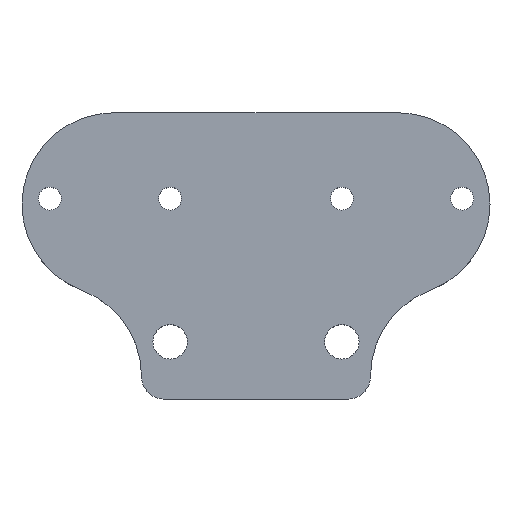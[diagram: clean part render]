
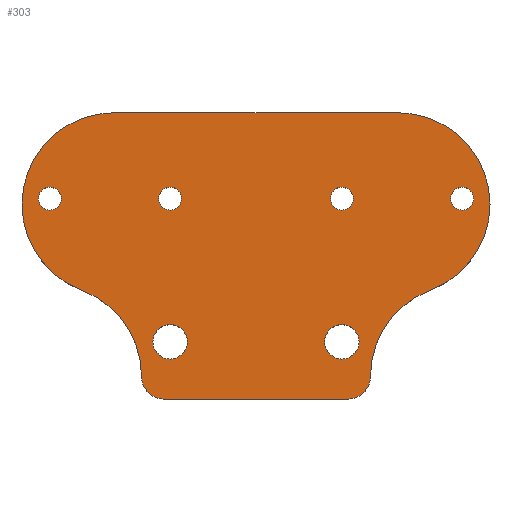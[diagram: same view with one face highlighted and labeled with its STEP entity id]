
A CAD part, top view. The second image highlights one B-rep face of the part: STEP entity #303.
In plain terms, the highlighted planar face has unit normal (0, 0, 1).
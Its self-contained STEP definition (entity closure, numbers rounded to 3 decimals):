
#15=FACE_BOUND('',#50,.T.);
#16=FACE_BOUND('',#51,.T.);
#17=FACE_BOUND('',#52,.T.);
#18=FACE_BOUND('',#53,.T.);
#19=FACE_BOUND('',#54,.T.);
#20=FACE_BOUND('',#55,.T.);
#28=PLANE('',#335);
#33=FACE_OUTER_BOUND('',#49,.T.);
#49=EDGE_LOOP('',(#213,#214,#215,#216,#217,#218,#219,#220));
#50=EDGE_LOOP('',(#221));
#51=EDGE_LOOP('',(#222));
#52=EDGE_LOOP('',(#223));
#53=EDGE_LOOP('',(#224));
#54=EDGE_LOOP('',(#225));
#55=EDGE_LOOP('',(#226));
#77=LINE('',#483,#95);
#80=LINE('',#493,#98);
#95=VECTOR('',#383,10.);
#98=VECTOR('',#392,10.);
#112=CIRCLE('',#333,2.);
#113=CIRCLE('',#336,8.);
#114=CIRCLE('',#337,8.);
#115=CIRCLE('',#338,8.);
#116=CIRCLE('',#339,8.);
#117=CIRCLE('',#340,2.);
#118=CIRCLE('',#341,1.5);
#119=CIRCLE('',#342,1.);
#120=CIRCLE('',#343,1.);
#121=CIRCLE('',#344,1.);
#122=CIRCLE('',#345,1.);
#123=CIRCLE('',#346,1.5);
#137=VERTEX_POINT('',#476);
#138=VERTEX_POINT('',#478);
#139=VERTEX_POINT('',#482);
#141=VERTEX_POINT('',#488);
#142=VERTEX_POINT('',#490);
#143=VERTEX_POINT('',#492);
#144=VERTEX_POINT('',#494);
#145=VERTEX_POINT('',#496);
#146=VERTEX_POINT('',#499);
#147=VERTEX_POINT('',#501);
#148=VERTEX_POINT('',#503);
#149=VERTEX_POINT('',#505);
#150=VERTEX_POINT('',#507);
#151=VERTEX_POINT('',#509);
#165=EDGE_CURVE('',#137,#138,#112,.T.);
#167=EDGE_CURVE('',#139,#138,#77,.T.);
#170=EDGE_CURVE('',#141,#137,#113,.T.);
#171=EDGE_CURVE('',#142,#141,#114,.T.);
#172=EDGE_CURVE('',#143,#142,#80,.T.);
#173=EDGE_CURVE('',#144,#143,#115,.T.);
#174=EDGE_CURVE('',#145,#144,#116,.T.);
#175=EDGE_CURVE('',#139,#145,#117,.T.);
#176=EDGE_CURVE('',#146,#146,#118,.T.);
#177=EDGE_CURVE('',#147,#147,#119,.T.);
#178=EDGE_CURVE('',#148,#148,#120,.T.);
#179=EDGE_CURVE('',#149,#149,#121,.T.);
#180=EDGE_CURVE('',#150,#150,#122,.T.);
#181=EDGE_CURVE('',#151,#151,#123,.T.);
#213=ORIENTED_EDGE('',*,*,#165,.F.);
#214=ORIENTED_EDGE('',*,*,#170,.F.);
#215=ORIENTED_EDGE('',*,*,#171,.F.);
#216=ORIENTED_EDGE('',*,*,#172,.F.);
#217=ORIENTED_EDGE('',*,*,#173,.F.);
#218=ORIENTED_EDGE('',*,*,#174,.F.);
#219=ORIENTED_EDGE('',*,*,#175,.F.);
#220=ORIENTED_EDGE('',*,*,#167,.T.);
#221=ORIENTED_EDGE('',*,*,#176,.T.);
#222=ORIENTED_EDGE('',*,*,#177,.T.);
#223=ORIENTED_EDGE('',*,*,#178,.T.);
#224=ORIENTED_EDGE('',*,*,#179,.T.);
#225=ORIENTED_EDGE('',*,*,#180,.T.);
#226=ORIENTED_EDGE('',*,*,#181,.T.);
#303=ADVANCED_FACE('',(#33,#15,#16,#17,#18,#19,#20),#28,.T.);
#333=AXIS2_PLACEMENT_3D('',#479,#378,#379);
#335=AXIS2_PLACEMENT_3D('',#487,#386,#387);
#336=AXIS2_PLACEMENT_3D('',#489,#388,#389);
#337=AXIS2_PLACEMENT_3D('',#491,#390,#391);
#338=AXIS2_PLACEMENT_3D('',#495,#393,#394);
#339=AXIS2_PLACEMENT_3D('',#497,#395,#396);
#340=AXIS2_PLACEMENT_3D('',#498,#397,#398);
#341=AXIS2_PLACEMENT_3D('',#500,#399,#400);
#342=AXIS2_PLACEMENT_3D('',#502,#401,#402);
#343=AXIS2_PLACEMENT_3D('',#504,#403,#404);
#344=AXIS2_PLACEMENT_3D('',#506,#405,#406);
#345=AXIS2_PLACEMENT_3D('',#508,#407,#408);
#346=AXIS2_PLACEMENT_3D('',#510,#409,#410);
#378=DIRECTION('center_axis',(0.,0.,-1.));
#379=DIRECTION('ref_axis',(0.707,-0.707,0.));
#383=DIRECTION('',(1.,0.,0.));
#386=DIRECTION('center_axis',(0.,0.,1.));
#387=DIRECTION('ref_axis',(1.,0.,0.));
#388=DIRECTION('center_axis',(0.,0.,1.));
#389=DIRECTION('ref_axis',(-0.707,0.707,0.));
#390=DIRECTION('center_axis',(0.,0.,-1.));
#391=DIRECTION('ref_axis',(0.,-1.,0.));
#392=DIRECTION('',(1.,0.,0.));
#393=DIRECTION('center_axis',(0.,0.,-1.));
#394=DIRECTION('ref_axis',(0.,-1.,0.));
#395=DIRECTION('center_axis',(0.,0.,1.));
#396=DIRECTION('ref_axis',(0.707,0.707,0.));
#397=DIRECTION('center_axis',(0.,0.,-1.));
#398=DIRECTION('ref_axis',(-0.707,-0.707,0.));
#399=DIRECTION('center_axis',(0.,0.,-1.));
#400=DIRECTION('ref_axis',(1.,0.,0.));
#401=DIRECTION('center_axis',(0.,0.,-1.));
#402=DIRECTION('ref_axis',(1.,0.,0.));
#403=DIRECTION('center_axis',(0.,0.,-1.));
#404=DIRECTION('ref_axis',(1.,0.,0.));
#405=DIRECTION('center_axis',(0.,0.,-1.));
#406=DIRECTION('ref_axis',(1.,0.,0.));
#407=DIRECTION('center_axis',(0.,0.,-1.));
#408=DIRECTION('ref_axis',(1.,0.,0.));
#409=DIRECTION('center_axis',(0.,0.,-1.));
#410=DIRECTION('ref_axis',(1.,0.,0.));
#476=CARTESIAN_POINT('',(20.,2.,0.));
#478=CARTESIAN_POINT('',(18.,0.,0.));
#479=CARTESIAN_POINT('Origin',(18.,2.,0.));
#482=CARTESIAN_POINT('',(2.,0.,0.));
#483=CARTESIAN_POINT('',(0.,0.,0.));
#487=CARTESIAN_POINT('Origin',(10.,12.5,0.));
#488=CARTESIAN_POINT('',(25.216,9.5,0.));
#489=CARTESIAN_POINT('Origin',(28.,2.,0.));
#490=CARTESIAN_POINT('',(22.432,25.,0.));
#491=CARTESIAN_POINT('Origin',(22.432,17.,0.));
#492=CARTESIAN_POINT('',(-2.432,25.,0.));
#493=CARTESIAN_POINT('',(-11.,25.,0.));
#494=CARTESIAN_POINT('',(-5.216,9.5,0.));
#495=CARTESIAN_POINT('Origin',(-2.432,17.,0.));
#496=CARTESIAN_POINT('',(0.,2.,0.));
#497=CARTESIAN_POINT('Origin',(-8.,2.,0.));
#498=CARTESIAN_POINT('Origin',(2.,2.,0.));
#499=CARTESIAN_POINT('',(16.,5.,0.));
#500=CARTESIAN_POINT('Origin',(17.5,5.,0.));
#501=CARTESIAN_POINT('',(1.5,17.5,0.));
#502=CARTESIAN_POINT('Origin',(2.5,17.5,0.));
#503=CARTESIAN_POINT('',(16.5,17.5,0.));
#504=CARTESIAN_POINT('Origin',(17.5,17.5,0.));
#505=CARTESIAN_POINT('',(27.,17.5,0.));
#506=CARTESIAN_POINT('Origin',(28.,17.5,0.));
#507=CARTESIAN_POINT('',(-9.,17.5,0.));
#508=CARTESIAN_POINT('Origin',(-8.,17.5,0.));
#509=CARTESIAN_POINT('',(1.,5.,0.));
#510=CARTESIAN_POINT('Origin',(2.5,5.,0.));
